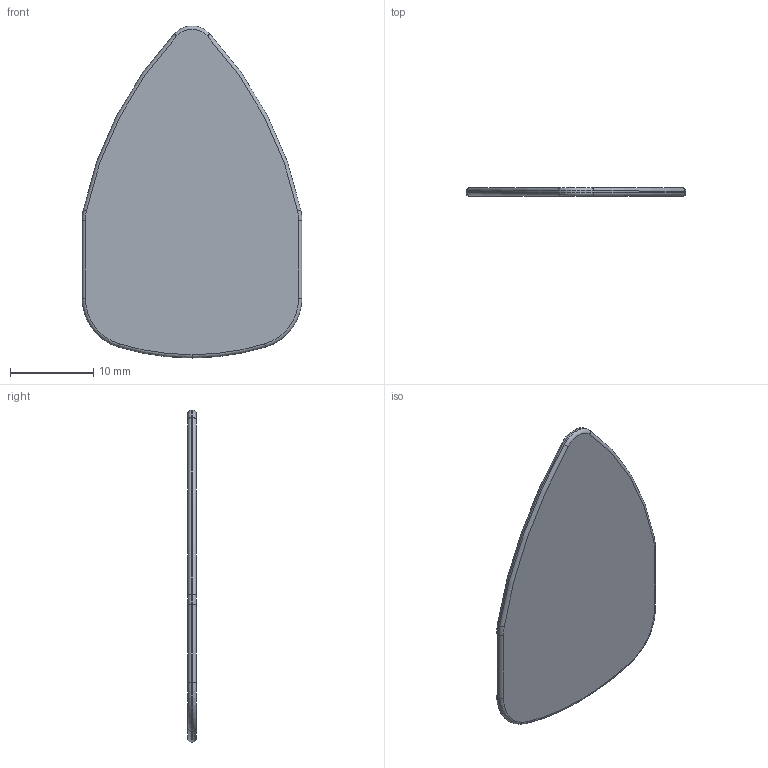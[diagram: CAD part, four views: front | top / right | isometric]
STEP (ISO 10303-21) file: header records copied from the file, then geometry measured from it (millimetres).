
FILE_DESCRIPTION (( 'STEP AP214' ), '1' );
FILE_NAME ('Guitar Pick – Elongated.STEP', '2020-12-04T23:02:27', ( '' ), ( '' ), 'SwSTEP 2.0', 'SolidWorks 2020', '' );
FILE_SCHEMA (( 'AUTOMOTIVE_DESIGN' ));
Length unit declared in the file: millimetre
Products named in the file (1): Guitar Pick – Elongated
Bounding box: 26.47 x 1 x 40 mm (x, y, z)
Volume: 810.6 mm3; surface area: 1706.9 mm2
Topology: 1 solids, 1 shells, 35 faces, 77 edges, 44 vertices
Faces by surface type: torus 18, cylinder 13, plane 4
Entity records: 1007 total; most frequent: DIRECTION 207, CARTESIAN_POINT 157, ORIENTED_EDGE 154, AXIS2_PLACEMENT_3D 94, EDGE_CURVE 77, CIRCLE 58, VERTEX_POINT 44, EDGE_LOOP 35
